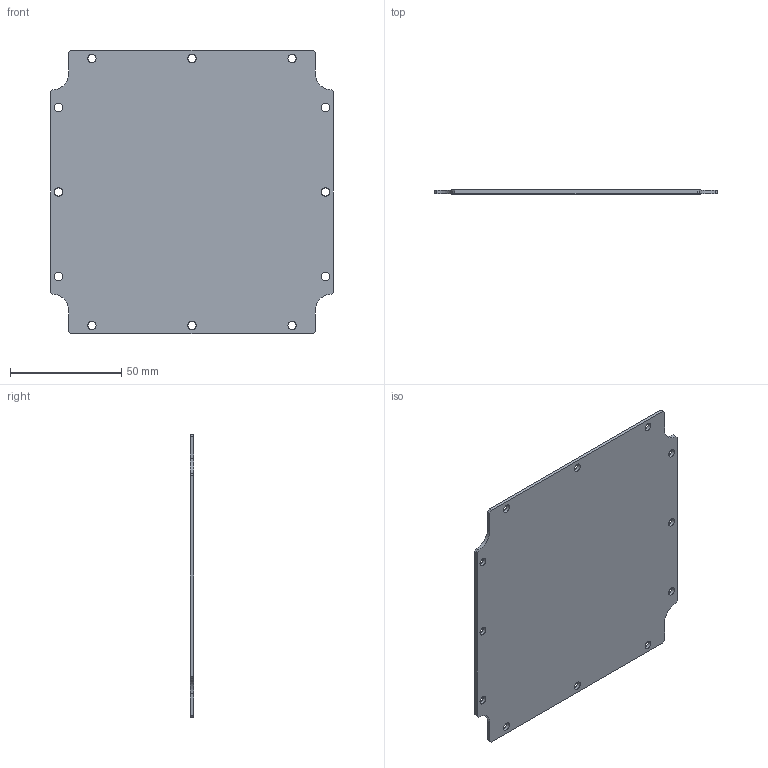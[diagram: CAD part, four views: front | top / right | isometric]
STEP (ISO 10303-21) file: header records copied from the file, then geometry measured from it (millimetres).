
FILE_DESCRIPTION (( 'STEP AP203' ), '1' );
FILE_NAME ('1554QPL.step', '2020-11-14T12:51:33', ( 'ADC123' ), ( 'Microsoft' ), 'SwSTEP 2.0', 'SolidWorks 2019', '' );
FILE_SCHEMA (( 'CONFIG_CONTROL_DESIGN' ));
Length unit declared in the file: inch
Products named in the file (1): 1554QPL
Bounding box: 127 x 1.63 x 127.5 mm (x, y, z)
Volume: 25247.5 mm3; surface area: 32091.4 mm2
Topology: 1 solids, 1 shells, 34 faces, 96 edges, 64 vertices
Faces by surface type: plane 18, cylinder 16
Full cylindrical faces by diameter (mm): 3.734 x12
Entity records: 1179 total; most frequent: DIRECTION 186, CARTESIAN_POINT 183, ORIENTED_EDGE 168, EDGE_CURVE 84, EDGE_LOOP 70, AXIS2_PLACEMENT_3D 67, VERTEX_POINT 64, VECTOR 52
